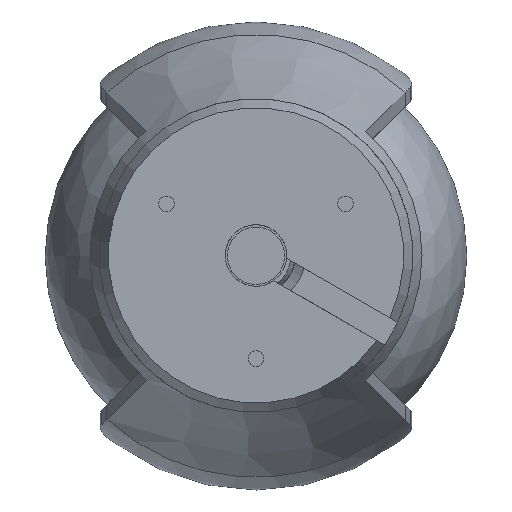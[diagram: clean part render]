
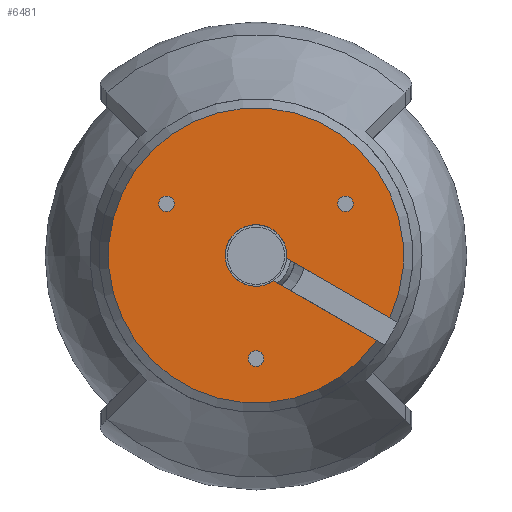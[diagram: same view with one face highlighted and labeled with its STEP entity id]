
A CAD part, top view. The second image highlights one B-rep face of the part: STEP entity #6481.
In plain terms, the highlighted planar face has unit normal (0, 0, 1).
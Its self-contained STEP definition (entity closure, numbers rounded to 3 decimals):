
#251=FACE_BOUND('',#1235,.T.);
#252=FACE_BOUND('',#1236,.T.);
#253=FACE_BOUND('',#1237,.T.);
#310=CIRCLE('',#7027,28.284);
#311=CIRCLE('',#7029,5.9);
#312=CIRCLE('',#7030,5.9);
#313=CIRCLE('',#7031,1.5);
#314=CIRCLE('',#7032,1.5);
#315=CIRCLE('',#7033,1.5);
#820=FACE_OUTER_BOUND('',#1234,.T.);
#1234=EDGE_LOOP('',(#5088,#5089,#5090,#5091,#5092));
#1235=EDGE_LOOP('',(#5093));
#1236=EDGE_LOOP('',(#5094));
#1237=EDGE_LOOP('',(#5095));
#1875=LINE('',#10131,#2478);
#1876=LINE('',#10138,#2479);
#2478=VECTOR('',#8272,10.);
#2479=VECTOR('',#8275,10.);
#2964=VERTEX_POINT('',#10125);
#2965=VERTEX_POINT('',#10129);
#2966=VERTEX_POINT('',#10133);
#2967=VERTEX_POINT('',#10137);
#2968=VERTEX_POINT('',#10143);
#2969=VERTEX_POINT('',#10146);
#2970=VERTEX_POINT('',#10148);
#2971=VERTEX_POINT('',#10150);
#3715=EDGE_CURVE('',#2964,#2965,#1875,.T.);
#3717=EDGE_CURVE('',#2967,#2966,#1876,.T.);
#3719=EDGE_CURVE('',#2966,#2964,#310,.T.);
#3720=EDGE_CURVE('',#2965,#2968,#311,.F.);
#3721=EDGE_CURVE('',#2968,#2967,#312,.F.);
#3722=EDGE_CURVE('',#2969,#2969,#313,.T.);
#3723=EDGE_CURVE('',#2970,#2970,#314,.T.);
#3724=EDGE_CURVE('',#2971,#2971,#315,.T.);
#5088=ORIENTED_EDGE('',*,*,#3717,.T.);
#5089=ORIENTED_EDGE('',*,*,#3719,.T.);
#5090=ORIENTED_EDGE('',*,*,#3715,.T.);
#5091=ORIENTED_EDGE('',*,*,#3720,.T.);
#5092=ORIENTED_EDGE('',*,*,#3721,.T.);
#5093=ORIENTED_EDGE('',*,*,#3722,.T.);
#5094=ORIENTED_EDGE('',*,*,#3723,.T.);
#5095=ORIENTED_EDGE('',*,*,#3724,.T.);
#6177=PLANE('',#7028);
#6481=ADVANCED_FACE('',(#820,#251,#252,#253),#6177,.T.);
#7027=AXIS2_PLACEMENT_3D('',#10141,#8279,#8280);
#7028=AXIS2_PLACEMENT_3D('',#10142,#8281,#8282);
#7029=AXIS2_PLACEMENT_3D('',#10144,#8283,#8284);
#7030=AXIS2_PLACEMENT_3D('',#10145,#8285,#8286);
#7031=AXIS2_PLACEMENT_3D('',#10147,#8287,#8288);
#7032=AXIS2_PLACEMENT_3D('',#10149,#8289,#8290);
#7033=AXIS2_PLACEMENT_3D('',#10151,#8291,#8292);
#8272=DIRECTION('',(-0.866,0.5,0.));
#8275=DIRECTION('',(0.866,-0.5,0.));
#8279=DIRECTION('center_axis',(0.,0.,1.));
#8280=DIRECTION('ref_axis',(1.,0.,0.));
#8281=DIRECTION('center_axis',(0.,0.,1.));
#8282=DIRECTION('ref_axis',(1.,0.,0.));
#8283=DIRECTION('center_axis',(0.,0.,1.));
#8284=DIRECTION('ref_axis',(0.866,0.5,0.));
#8285=DIRECTION('center_axis',(0.,0.,1.));
#8286=DIRECTION('ref_axis',(0.866,0.5,0.));
#8287=DIRECTION('center_axis',(0.,0.,-1.));
#8288=DIRECTION('ref_axis',(1.,0.,0.));
#8289=DIRECTION('center_axis',(0.,0.,-1.));
#8290=DIRECTION('ref_axis',(1.,0.,0.));
#8291=DIRECTION('center_axis',(0.,0.,-1.));
#8292=DIRECTION('ref_axis',(1.,0.,0.));
#10125=CARTESIAN_POINT('',(23.149,-5.477,75.412));
#10129=CARTESIAN_POINT('',(3.378,5.938,75.412));
#10131=CARTESIAN_POINT('',(11.718,1.123,75.412));
#10133=CARTESIAN_POINT('',(25.649,-1.147,75.412));
#10137=CARTESIAN_POINT('',(5.878,10.268,75.412));
#10138=CARTESIAN_POINT('',(2.834,12.025,75.412));
#10141=CARTESIAN_POINT('Origin',(0.,10.775,75.412));
#10142=CARTESIAN_POINT('Origin',(0.,10.775,75.412));
#10143=CARTESIAN_POINT('',(-5.11,7.825,75.412));
#10144=CARTESIAN_POINT('Origin',(0.,10.775,75.412));
#10145=CARTESIAN_POINT('Origin',(0.,10.775,75.412));
#10146=CARTESIAN_POINT('',(-18.627,20.663,75.412));
#10147=CARTESIAN_POINT('Origin',(-17.127,20.663,75.412));
#10148=CARTESIAN_POINT('',(15.627,20.663,75.412));
#10149=CARTESIAN_POINT('Origin',(17.127,20.663,75.412));
#10150=CARTESIAN_POINT('',(-1.5,-9.001,75.412));
#10151=CARTESIAN_POINT('Origin',(0.,-9.001,
75.412));
